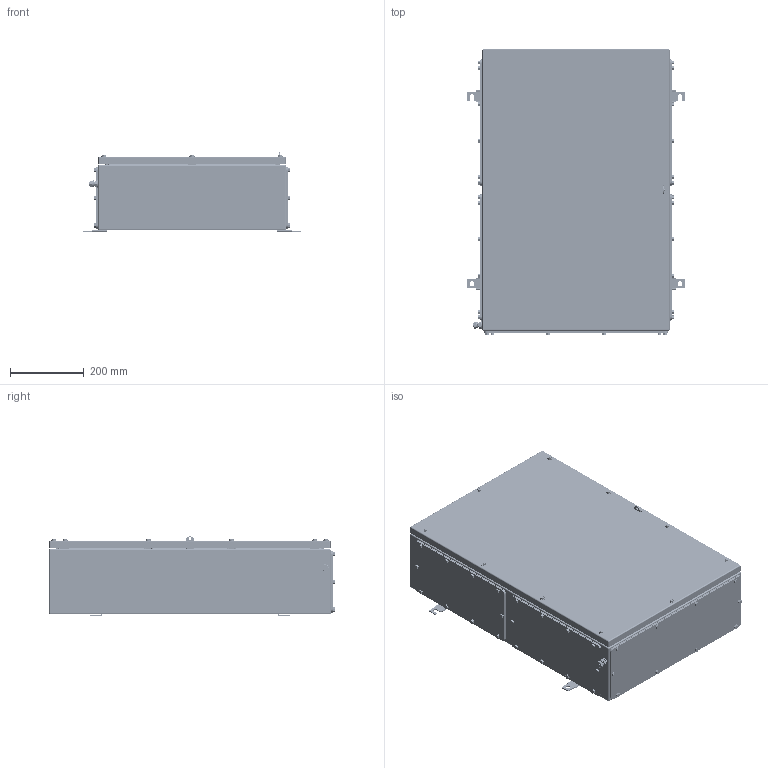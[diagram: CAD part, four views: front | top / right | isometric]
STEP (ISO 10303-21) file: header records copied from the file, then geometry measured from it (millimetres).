
FILE_DESCRIPTION(('CATIA V5 STEP Exchange','CAx-IF Rec.Pracs.--- Model Styling and Organization---1.4--- 2014-01-23'),'2;1');
FILE_NAME ('D1449772_0_1195480000_1195480000.stp','2019-07-19T07:59:51+00:00',('none'),('Weidmueller'),'CATIA Version 5-6 Release 2016 SP3 HF44','CATIA V5 STEP AP214','none');
FILE_SCHEMA(('AUTOMOTIVE_DESIGN { 1 0 10303 214 1 1 1 1 }'));
Products named in the file (1): 1195480000
Bounding box: 589 x 773 x 215 mm (x, y, z)
Volume: 3213955.6 mm3; surface area: 3395078.7 mm2
Topology: 165 solids, 165 shells, 4446 faces, 10326 edges, 6253 vertices
Faces by surface type: cylinder 2053, plane 1647, cone 318, torus 212, sphere 156, bspline 60
Entity records: 124196 total; most frequent: CARTESIAN_POINT 30020, ORIENTED_EDGE 20080, DIRECTION 16180, EDGE_CURVE 10040, AXIS2_PLACEMENT_3D 7383, VERTEX_POINT 6253, VECTOR 5395, LINE 5395
